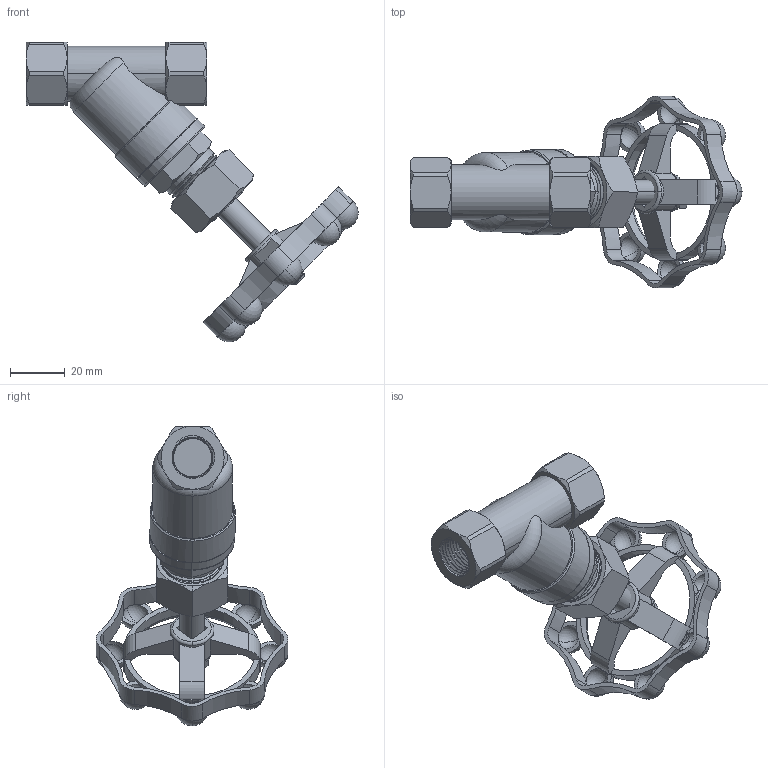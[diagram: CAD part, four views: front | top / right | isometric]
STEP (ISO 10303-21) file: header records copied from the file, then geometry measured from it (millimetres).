
FILE_DESCRIPTION (( 'STEP AP203' ), '1' );
FILE_NAME ('YGB-03.STEP', '2020-10-13T05:21:05', ( '' ), ( '' ), 'SwSTEP 2.0', 'SolidWorks 2020', '' );
FILE_SCHEMA (( 'CONFIG_CONTROL_DESIGN' ));
Length unit declared in the file: millimetre
Products named in the file (9): PCB-03; GL-02; GN-02; YGBS-04; WA-01; GBC-06; HW-02; YGB-03; M6Nut
Assembly tree (8 placements, depth 2):
  YGB-03
    GBC-06
    YGBS-04
    GN-02
    GL-02
    HW-02
    WA-01
    M6Nut
    PCB-03
Bounding box: 121.09 x 70 x 109.28 mm (x, y, z)
Volume: 74314 mm3; surface area: 39394.1 mm2
Topology: 8 solids, 9 shells, 616 faces, 1681 edges, 1054 vertices
Faces by surface type: cylinder 244, plane 184, cone 116, sphere 32, bspline 28, torus 12
Entity records: 36330 total; most frequent: CARTESIAN_POINT 21342, ORIENTED_EDGE 3234, DIRECTION 2740, EDGE_CURVE 1617, AXIS2_PLACEMENT_3D 1132, VERTEX_POINT 1022, EDGE_LOOP 657, FACE_OUTER_BOUND 616
